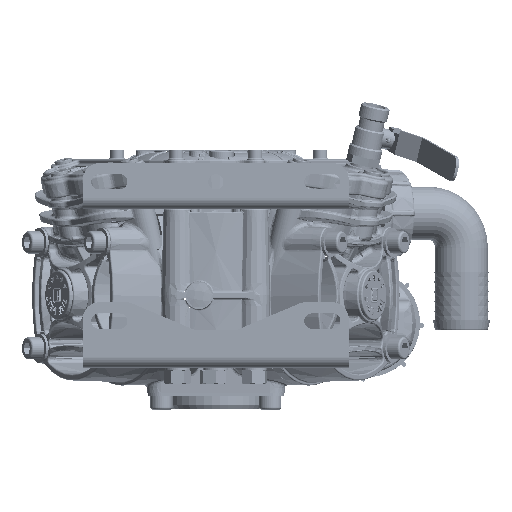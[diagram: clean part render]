
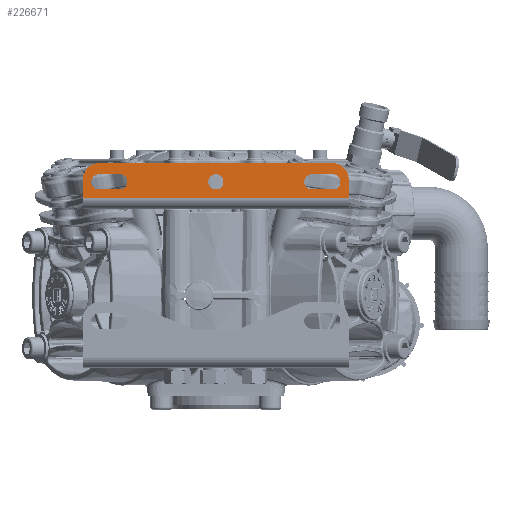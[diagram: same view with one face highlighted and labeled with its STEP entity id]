
A CAD part, front view. The second image highlights one B-rep face of the part: STEP entity #226671.
In plain terms, the highlighted planar face has unit normal (0, -1, 0).
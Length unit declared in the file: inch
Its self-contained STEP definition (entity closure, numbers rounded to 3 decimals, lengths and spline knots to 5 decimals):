
#565 = EDGE_LOOP ( 'NONE', ( #70991, #91845, #124754, #215092 ) ) ;
#2602 = ORIENTED_EDGE ( 'NONE', *, *, #53476, .F. ) ;
#4766 = EDGE_CURVE ( 'NONE', #191617, #210019, #36860, .T. ) ;
#5293 = VECTOR ( 'NONE', #314076, 39.37008 ) ;
#6269 = EDGE_CURVE ( 'NONE', #201943, #17977, #262142, .T. ) ;
#8350 = DIRECTION ( 'NONE',  ( 1., 0., 0. ) ) ;
#9670 = DIRECTION ( 'NONE',  ( 0., 0., -1. ) ) ;
#10370 = EDGE_CURVE ( 'NONE', #239923, #131265, #165899, .T. ) ;
#11803 = DIRECTION ( 'NONE',  ( 0., 1., 0. ) ) ;
#12679 = EDGE_CURVE ( 'NONE', #289369, #191617, #84894, .T. ) ;
#17977 = VERTEX_POINT ( 'NONE', #59134 ) ;
#20532 = CARTESIAN_POINT ( 'NONE',  ( 3.30709, -4.92126, 6.22047 ) ) ;
#22225 = DIRECTION ( 'NONE',  ( 1., 0., 0. ) ) ;
#22512 = DIRECTION ( 'NONE',  ( 0., 0., 1. ) ) ;
#23883 = CARTESIAN_POINT ( 'NONE',  ( -3.2874, -4.92126, 6.06299 ) ) ;
#26106 = ORIENTED_EDGE ( 'NONE', *, *, #10370, .T. ) ;
#28011 = FACE_BOUND ( 'NONE', #104698, .T. ) ;
#30469 = CARTESIAN_POINT ( 'NONE',  ( -3.2874, -4.92126, 6.53543 ) ) ;
#30483 = DIRECTION ( 'NONE',  ( 0., 1., 0. ) ) ;
#35510 = CARTESIAN_POINT ( 'NONE',  ( 3.30709, -4.92126, 5.7874 ) ) ;
#35664 = FACE_BOUND ( 'NONE', #565, .T. ) ;
#36860 = LINE ( 'NONE', #277803, #304672 ) ;
#41842 = EDGE_CURVE ( 'NONE', #129916, #145273, #288895, .T. ) ;
#45369 = CARTESIAN_POINT ( 'NONE',  ( 0., -4.92126, 5.7874 ) ) ;
#50359 = DIRECTION ( 'NONE',  ( 0., -1., 0. ) ) ;
#53476 = EDGE_CURVE ( 'NONE', #257413, #248137, #188368, .T. ) ;
#54006 = EDGE_CURVE ( 'NONE', #147484, #87986, #310542, .T. ) ;
#54662 = CARTESIAN_POINT ( 'NONE',  ( 3.75984, -4.92126, 5.3937 ) ) ;
#57506 = CIRCLE ( 'NONE', #136485, 0.47244 ) ;
#58689 = FACE_BOUND ( 'NONE', #74804, .T. ) ;
#59134 = CARTESIAN_POINT ( 'NONE',  ( 3.75984, -4.92126, 5.55118 ) ) ;
#63850 = VERTEX_POINT ( 'NONE', #20532 ) ;
#67431 = CARTESIAN_POINT ( 'NONE',  ( -3.30709, -4.92126, 6.00394 ) ) ;
#69078 = CARTESIAN_POINT ( 'NONE',  ( -3.30709, -4.92126, 5.7874 ) ) ;
#70991 = ORIENTED_EDGE ( 'NONE', *, *, #54006, .F. ) ;
#72969 = EDGE_CURVE ( 'NONE', #87986, #210784, #290224, .T. ) ;
#74804 = EDGE_LOOP ( 'NONE', ( #26106, #217215 ) ) ;
#75972 = EDGE_CURVE ( 'NONE', #210784, #63850, #197436, .T. ) ;
#76533 = CARTESIAN_POINT ( 'NONE',  ( 0., -4.92126, 6.00394 ) ) ;
#76939 = AXIS2_PLACEMENT_3D ( 'NONE', #215551, #267785, #141747 ) ;
#82720 = ORIENTED_EDGE ( 'NONE', *, *, #200648, .T. ) ;
#84894 = CIRCLE ( 'NONE', #228327, 0.21654 ) ;
#85661 = DIRECTION ( 'NONE',  ( 0., 0., 1. ) ) ;
#87348 = DIRECTION ( 'NONE',  ( -1., 0., 0. ) ) ;
#87986 = VERTEX_POINT ( 'NONE', #168492 ) ;
#90056 = EDGE_CURVE ( 'NONE', #131265, #239923, #221753, .T. ) ;
#91845 = ORIENTED_EDGE ( 'NONE', *, *, #172160, .F. ) ;
#92197 = EDGE_CURVE ( 'NONE', #210019, #167976, #205548, .T. ) ;
#98055 = ORIENTED_EDGE ( 'NONE', *, *, #159037, .T. ) ;
#98231 = AXIS2_PLACEMENT_3D ( 'NONE', #254632, #11803, #85661 ) ;
#99218 = DIRECTION ( 'NONE',  ( 1., 0., 0. ) ) ;
#99354 = LINE ( 'NONE', #239134, #217830 ) ;
#99550 = CARTESIAN_POINT ( 'NONE',  ( 3.2874, -4.92126, 6.06299 ) ) ;
#104587 = DIRECTION ( 'NONE',  ( 0., 0., -1. ) ) ;
#104698 = EDGE_LOOP ( 'NONE', ( #216253, #222891, #82720, #144351 ) ) ;
#106124 = DIRECTION ( 'NONE',  ( 0., 0., 1. ) ) ;
#108505 = CARTESIAN_POINT ( 'NONE',  ( -3.30709, -4.92126, 6.22047 ) ) ;
#113629 = EDGE_LOOP ( 'NONE', ( #237058, #231617, #2602, #163635, #205807, #98055 ) ) ;
#119169 = DIRECTION ( 'NONE',  ( 0., 0., 1. ) ) ;
#124754 = ORIENTED_EDGE ( 'NONE', *, *, #75972, .F. ) ;
#126849 = VECTOR ( 'NONE', #87348, 39.37008 ) ;
#129916 = VERTEX_POINT ( 'NONE', #238924 ) ;
#131265 = VERTEX_POINT ( 'NONE', #45369 ) ;
#136485 = AXIS2_PLACEMENT_3D ( 'NONE', #99550, #50359, #22512 ) ;
#141747 = DIRECTION ( 'NONE',  ( 0., 0., 1. ) ) ;
#143227 = CARTESIAN_POINT ( 'NONE',  ( 2.71654, -4.92126, 6.22047 ) ) ;
#144351 = ORIENTED_EDGE ( 'NONE', *, *, #12679, .T. ) ;
#145273 = VERTEX_POINT ( 'NONE', #172916 ) ;
#146646 = DIRECTION ( 'NONE',  ( 0., 1., 0. ) ) ;
#147484 = VERTEX_POINT ( 'NONE', #309213 ) ;
#158927 = VECTOR ( 'NONE', #104587, 39.37008 ) ;
#159037 = EDGE_CURVE ( 'NONE', #145273, #17977, #99354, .T. ) ;
#163635 = ORIENTED_EDGE ( 'NONE', *, *, #176221, .T. ) ;
#164320 = CIRCLE ( 'NONE', #265663, 0.47244 ) ;
#165899 = CIRCLE ( 'NONE', #184824, 0.21654 ) ;
#167976 = VERTEX_POINT ( 'NONE', #185630 ) ;
#168492 = CARTESIAN_POINT ( 'NONE',  ( 2.71654, -4.92126, 5.7874 ) ) ;
#172160 = EDGE_CURVE ( 'NONE', #63850, #147484, #231185, .T. ) ;
#172916 = CARTESIAN_POINT ( 'NONE',  ( -3.75984, -4.92126, 5.55118 ) ) ;
#175400 = EDGE_CURVE ( 'NONE', #201943, #248137, #57506, .T. ) ;
#176221 = EDGE_CURVE ( 'NONE', #257413, #129916, #164320, .T. ) ;
#184824 = AXIS2_PLACEMENT_3D ( 'NONE', #76533, #30483, #199549 ) ;
#185630 = CARTESIAN_POINT ( 'NONE',  ( -2.71654, -4.92126, 5.7874 ) ) ;
#188368 = LINE ( 'NONE', #315081, #230331 ) ;
#191617 = VERTEX_POINT ( 'NONE', #108505 ) ;
#197436 = CIRCLE ( 'NONE', #310445, 0.21654 ) ;
#199549 = DIRECTION ( 'NONE',  ( 0., 0., 1. ) ) ;
#199558 = LINE ( 'NONE', #309500, #126849 ) ;
#200648 = EDGE_CURVE ( 'NONE', #167976, #289369, #199558, .T. ) ;
#201943 = VERTEX_POINT ( 'NONE', #261617 ) ;
#205548 = CIRCLE ( 'NONE', #285024, 0.21654 ) ;
#205666 = DIRECTION ( 'NONE',  ( 0., 1., 0. ) ) ;
#205807 = ORIENTED_EDGE ( 'NONE', *, *, #41842, .T. ) ;
#210019 = VERTEX_POINT ( 'NONE', #299197 ) ;
#210784 = VERTEX_POINT ( 'NONE', #35510 ) ;
#210974 = PLANE ( 'NONE',  #263425 ) ;
#213525 = DIRECTION ( 'NONE',  ( 1., 0., 0. ) ) ;
#215092 = ORIENTED_EDGE ( 'NONE', *, *, #72969, .F. ) ;
#215551 = CARTESIAN_POINT ( 'NONE',  ( 2.71654, -4.92126, 6.00394 ) ) ;
#216253 = ORIENTED_EDGE ( 'NONE', *, *, #4766, .T. ) ;
#217215 = ORIENTED_EDGE ( 'NONE', *, *, #90056, .T. ) ;
#217830 = VECTOR ( 'NONE', #213525, 39.37008 ) ;
#219659 = DIRECTION ( 'NONE',  ( 0., -1., 0. ) ) ;
#221753 = CIRCLE ( 'NONE', #98231, 0.21654 ) ;
#222891 = ORIENTED_EDGE ( 'NONE', *, *, #92197, .T. ) ;
#225265 = VECTOR ( 'NONE', #99218, 39.37008 ) ;
#226671 = ADVANCED_FACE ( 'NONE', ( #58689, #311077, #28011, #35664 ), #210974, .F. ) ;
#227565 = CARTESIAN_POINT ( 'NONE',  ( -3.75984, -4.92126, 5.3937 ) ) ;
#228327 = AXIS2_PLACEMENT_3D ( 'NONE', #67431, #236456, #311122 ) ;
#230331 = VECTOR ( 'NONE', #22225, 39.37008 ) ;
#231185 = LINE ( 'NONE', #143227, #5293 ) ;
#231617 = ORIENTED_EDGE ( 'NONE', *, *, #175400, .T. ) ;
#236456 = DIRECTION ( 'NONE',  ( 0., 1., 0. ) ) ;
#237058 = ORIENTED_EDGE ( 'NONE', *, *, #6269, .F. ) ;
#238491 = CARTESIAN_POINT ( 'NONE',  ( 3.30709, -4.92126, 6.00394 ) ) ;
#238924 = CARTESIAN_POINT ( 'NONE',  ( -3.75984, -4.92126, 6.06299 ) ) ;
#239134 = CARTESIAN_POINT ( 'NONE',  ( 3.75984, -4.92126, 5.55118 ) ) ;
#239573 = DIRECTION ( 'NONE',  ( 0., -1., 0. ) ) ;
#239923 = VERTEX_POINT ( 'NONE', #276206 ) ;
#245207 = CARTESIAN_POINT ( 'NONE',  ( 3.2874, -4.92126, 6.53543 ) ) ;
#246817 = VECTOR ( 'NONE', #9670, 39.37008 ) ;
#248137 = VERTEX_POINT ( 'NONE', #245207 ) ;
#248866 = CARTESIAN_POINT ( 'NONE',  ( 2.71654, -4.92126, 5.7874 ) ) ;
#251583 = CARTESIAN_POINT ( 'NONE',  ( -2.71654, -4.92126, 6.00394 ) ) ;
#254632 = CARTESIAN_POINT ( 'NONE',  ( 0., -4.92126, 6.00394 ) ) ;
#257413 = VERTEX_POINT ( 'NONE', #30469 ) ;
#261617 = CARTESIAN_POINT ( 'NONE',  ( 3.75984, -4.92126, 6.06299 ) ) ;
#262142 = LINE ( 'NONE', #54662, #246817 ) ;
#263425 = AXIS2_PLACEMENT_3D ( 'NONE', #316456, #146646, #289888 ) ;
#264139 = DIRECTION ( 'NONE',  ( 0., 0., 1. ) ) ;
#265663 = AXIS2_PLACEMENT_3D ( 'NONE', #23883, #219659, #119169 ) ;
#267785 = DIRECTION ( 'NONE',  ( 0., -1., 0. ) ) ;
#276206 = CARTESIAN_POINT ( 'NONE',  ( 0., -4.92126, 6.22047 ) ) ;
#277803 = CARTESIAN_POINT ( 'NONE',  ( -2.71654, -4.92126, 6.22047 ) ) ;
#285024 = AXIS2_PLACEMENT_3D ( 'NONE', #251583, #205666, #106124 ) ;
#288895 = LINE ( 'NONE', #227565, #158927 ) ;
#289369 = VERTEX_POINT ( 'NONE', #69078 ) ;
#289888 = DIRECTION ( 'NONE',  ( 0., 0., 1. ) ) ;
#290224 = LINE ( 'NONE', #248866, #225265 ) ;
#299197 = CARTESIAN_POINT ( 'NONE',  ( -2.71654, -4.92126, 6.22047 ) ) ;
#304672 = VECTOR ( 'NONE', #8350, 39.37008 ) ;
#309213 = CARTESIAN_POINT ( 'NONE',  ( 2.71654, -4.92126, 6.22047 ) ) ;
#309500 = CARTESIAN_POINT ( 'NONE',  ( -2.71654, -4.92126, 5.7874 ) ) ;
#310445 = AXIS2_PLACEMENT_3D ( 'NONE', #238491, #239573, #264139 ) ;
#310542 = CIRCLE ( 'NONE', #76939, 0.21654 ) ;
#311077 = FACE_OUTER_BOUND ( 'NONE', #113629, .T. ) ;
#311122 = DIRECTION ( 'NONE',  ( 0., 0., 1. ) ) ;
#314076 = DIRECTION ( 'NONE',  ( -1., 0., 0. ) ) ;
#315081 = CARTESIAN_POINT ( 'NONE',  ( -3.75984, -4.92126, 6.53543 ) ) ;
#316456 = CARTESIAN_POINT ( 'NONE',  ( 3.75984, -4.92126, 5.3937 ) ) ;
